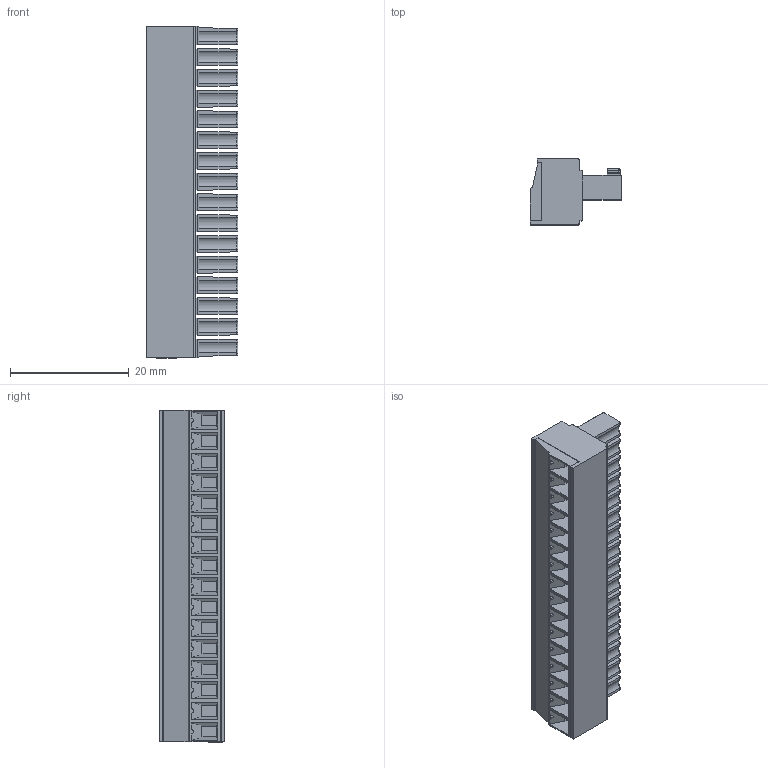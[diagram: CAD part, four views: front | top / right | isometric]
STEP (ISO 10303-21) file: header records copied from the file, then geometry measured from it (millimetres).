
FILE_DESCRIPTION(('STEP AP214'),'1');
FILE_NAME('SH16-3,5.stp','2018-11-19T08:28:17',(' '),(' '),'Spatial InterOp 3D',' ',' ');
FILE_SCHEMA(('AUTOMOTIVE_DESIGN { 1 0 10303 214 1 1 1 1 }'));
Length unit declared in the file: metre
Products named in the file (1): 1
Bounding box: 15.5 x 11.1 x 56 mm (x, y, z)
Volume: 5266 mm3; surface area: 6184.5 mm2
Topology: 1 solids, 1 shells, 1306 faces, 3479 edges, 2221 vertices
Faces by surface type: plane 886, cylinder 292, torus 48, cone 48, sphere 32
Full cylindrical faces by diameter (mm): 1.2 x16, 2.8 x16, 3 x16
Entity records: 50071 total; most frequent: CARTESIAN_POINT 7677, ORIENTED_EDGE 6604, DIRECTION 6496, EDGE_CURVE 3302, LINE 2458, VECTOR 2458, VERTEX_POINT 2172, AXIS2_PLACEMENT_3D 2019
